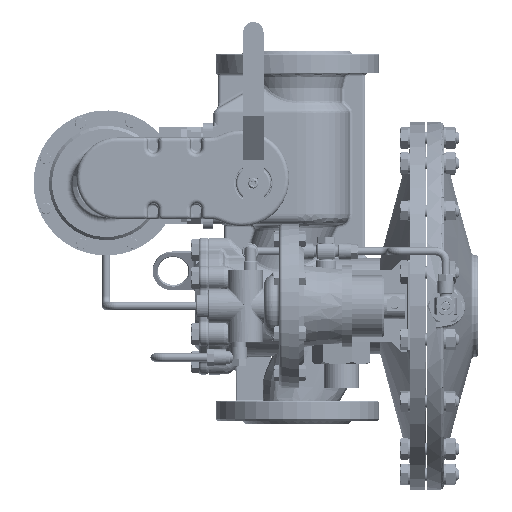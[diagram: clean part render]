
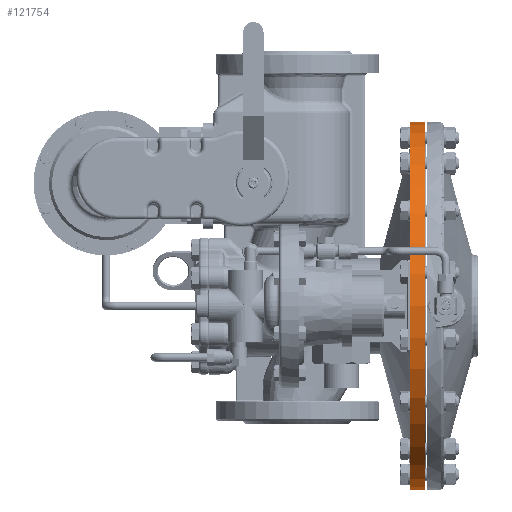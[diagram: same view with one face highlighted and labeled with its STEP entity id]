
A CAD part, left-side view. The second image highlights one B-rep face of the part: STEP entity #121754.
In plain terms, the highlighted cylindrical face has radius 180 mm (diameter 360 mm), a partial arc.
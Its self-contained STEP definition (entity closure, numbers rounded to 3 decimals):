
#4948 = CARTESIAN_POINT ( 'NONE',  ( 5.333, -140.69, -247.5 ) ) ;
#15430 = AXIS2_PLACEMENT_3D ( 'NONE', #70126, #211185, #90460 ) ;
#20975 = DIRECTION ( 'NONE',  ( 0., 0., -1. ) ) ;
#21832 = VERTEX_POINT ( 'NONE', #46169 ) ;
#35973 = LINE ( 'NONE', #202645, #190451 ) ;
#46169 = CARTESIAN_POINT ( 'NONE',  ( 5.333, -114.197, -247.5 ) ) ;
#53348 = CARTESIAN_POINT ( 'NONE',  ( 5.333, -129.197, -247.5 ) ) ;
#70126 = CARTESIAN_POINT ( 'NONE',  ( 5.333, -129.197, -67.5 ) ) ;
#80960 = DIRECTION ( 'NONE',  ( 0., 1., 0. ) ) ;
#81888 = DIRECTION ( 'NONE',  ( 0., 1., 0. ) ) ;
#85705 = CIRCLE ( 'NONE', #15430, 180. ) ;
#88261 = DIRECTION ( 'NONE',  ( 0., -1., 0. ) ) ;
#89242 = VERTEX_POINT ( 'NONE', #53348 ) ;
#90460 = DIRECTION ( 'NONE',  ( 0., 0., -1. ) ) ;
#93809 = EDGE_CURVE ( 'NONE', #214792, #21832, #140209, .T. ) ;
#93824 = VERTEX_POINT ( 'NONE', #248689 ) ;
#100495 = CYLINDRICAL_SURFACE ( 'NONE', #148749, 180. ) ;
#104659 = CARTESIAN_POINT ( 'NONE',  ( 5.333, -114.197, 112.5 ) ) ;
#120897 = VECTOR ( 'NONE', #145874, 1000. ) ;
#121754 = ADVANCED_FACE ( 'NONE', ( #207659 ), #100495, .T. ) ;
#122243 = ORIENTED_EDGE ( 'NONE', *, *, #93809, .T. ) ;
#130183 = ORIENTED_EDGE ( 'NONE', *, *, #167741, .T. ) ;
#140209 = CIRCLE ( 'NONE', #156874, 180. ) ;
#141669 = CARTESIAN_POINT ( 'NONE',  ( 5.333, -140.69, -67.5 ) ) ;
#145874 = DIRECTION ( 'NONE',  ( 0., 1., 0. ) ) ;
#148749 = AXIS2_PLACEMENT_3D ( 'NONE', #141669, #80960, #20975 ) ;
#156874 = AXIS2_PLACEMENT_3D ( 'NONE', #208973, #88261, #229243 ) ;
#167741 = EDGE_CURVE ( 'NONE', #93824, #214792, #35973, .T. ) ;
#169344 = ORIENTED_EDGE ( 'NONE', *, *, #213389, .F. ) ;
#186213 = EDGE_LOOP ( 'NONE', ( #210506, #130183, #122243, #169344 ) ) ;
#190451 = VECTOR ( 'NONE', #81888, 1000. ) ;
#202645 = CARTESIAN_POINT ( 'NONE',  ( 5.333, -140.69, 112.5 ) ) ;
#207659 = FACE_OUTER_BOUND ( 'NONE', #186213, .T. ) ;
#208973 = CARTESIAN_POINT ( 'NONE',  ( 5.333, -114.197, -67.5 ) ) ;
#210506 = ORIENTED_EDGE ( 'NONE', *, *, #214952, .F. ) ;
#211185 = DIRECTION ( 'NONE',  ( 0., -1., 0. ) ) ;
#213389 = EDGE_CURVE ( 'NONE', #89242, #21832, #221739, .T. ) ;
#214792 = VERTEX_POINT ( 'NONE', #104659 ) ;
#214952 = EDGE_CURVE ( 'NONE', #93824, #89242, #85705, .T. ) ;
#221739 = LINE ( 'NONE', #4948, #120897 ) ;
#229243 = DIRECTION ( 'NONE',  ( 0., 0., -1. ) ) ;
#248689 = CARTESIAN_POINT ( 'NONE',  ( 5.333, -129.197, 112.5 ) ) ;
